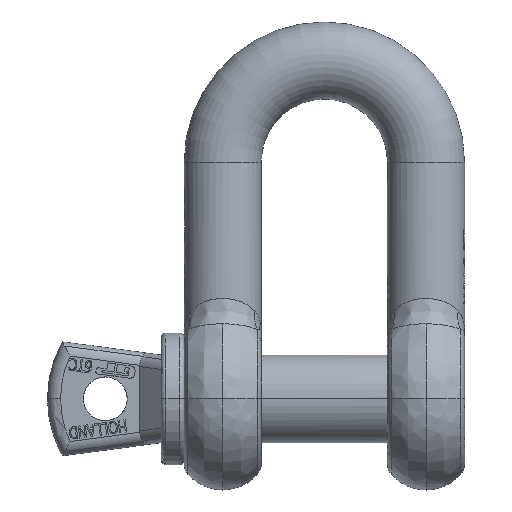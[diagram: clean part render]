
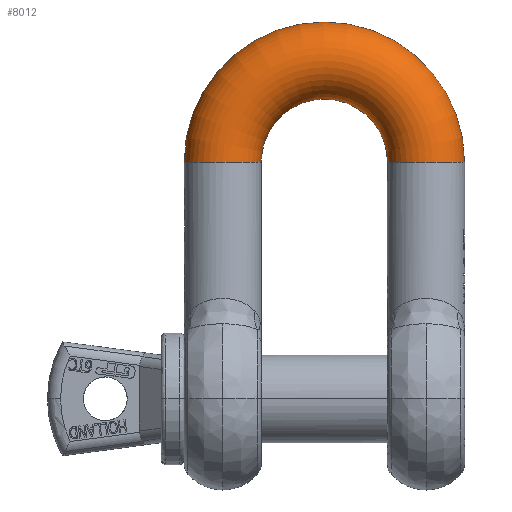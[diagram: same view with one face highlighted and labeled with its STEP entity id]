
A CAD part, top view. The second image highlights one B-rep face of the part: STEP entity #8012.
In plain terms, the highlighted toroidal (fillet/blend) face has major radius 29 mm and minor radius 11 mm.
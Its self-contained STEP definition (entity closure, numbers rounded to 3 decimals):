
#3940=AXIS2_PLACEMENT_3D('Circle Axis2P3D',#3938,#3939,$) ;
#6502=AXIS2_PLACEMENT_3D('Circle Axis2P3D',#6500,#6501,$) ;
#6516=AXIS2_PLACEMENT_3D('Circle Axis2P3D',#6514,#6515,$) ;
#7999=AXIS2_PLACEMENT_3D('Torus Axis2P3D',#7996,#7997,#7998) ;
#8003=AXIS2_PLACEMENT_3D('Circle Axis2P3D',#8001,#8002,$) ;
#2112=CARTESIAN_POINT('Vertex',(40.,67.5,0.)) ;
#2941=CARTESIAN_POINT('Vertex',(18.,67.5,0.)) ;
#3938=CARTESIAN_POINT('Axis2P3D Location',(29.,67.5,0.)) ;
#6500=CARTESIAN_POINT('Axis2P3D Location',(0.,67.5,0.)) ;
#6504=CARTESIAN_POINT('Vertex',(-18.,67.5,0.)) ;
#6511=CARTESIAN_POINT('Vertex',(-40.,67.5,0.)) ;
#6514=CARTESIAN_POINT('Axis2P3D Location',(0.,67.5,0.)) ;
#7996=CARTESIAN_POINT('Axis2P3D Location',(0.,67.5,0.)) ;
#8001=CARTESIAN_POINT('Axis2P3D Location',(-29.,67.5,0.)) ;
#3939=DIRECTION('Axis2P3D Direction',(0.,-1.,0.)) ;
#6501=DIRECTION('Axis2P3D Direction',(0.,0.,-1.)) ;
#6515=DIRECTION('Axis2P3D Direction',(0.,0.,-1.)) ;
#7997=DIRECTION('Axis2P3D Direction',(0.,0.,-1.)) ;
#7998=DIRECTION('Axis2P3D XDirection',(-1.,0.,0.)) ;
#8002=DIRECTION('Axis2P3D Direction',(0.,-1.,0.)) ;
#8007=ORIENTED_EDGE('',*,*,#6518,.F.) ;
#8008=ORIENTED_EDGE('',*,*,#8005,.F.) ;
#8009=ORIENTED_EDGE('',*,*,#6506,.F.) ;
#8010=ORIENTED_EDGE('',*,*,#3942,.T.) ;
#8012=ADVANCED_FACE('',(#8011),#8000,.T.) ;
#3941=CIRCLE('generated circle',#3940,11.) ;
#6503=CIRCLE('generated circle',#6502,18.) ;
#6517=CIRCLE('generated circle',#6516,40.) ;
#8004=CIRCLE('generated circle',#8003,11.) ;
#8000=TOROIDAL_SURFACE('homeo Torus',#7999,29.,11.) ;
#3942=EDGE_CURVE('',#2942,#2113,#3941,.F.) ;
#6506=EDGE_CURVE('',#2942,#6505,#6503,.F.) ;
#6518=EDGE_CURVE('',#6512,#2113,#6517,.T.) ;
#8005=EDGE_CURVE('',#6505,#6512,#8004,.T.) ;
#8006=EDGE_LOOP('',(#8007,#8008,#8009,#8010)) ;
#8011=FACE_OUTER_BOUND('',#8006,.T.) ;
#2113=VERTEX_POINT('',#2112) ;
#2942=VERTEX_POINT('',#2941) ;
#6505=VERTEX_POINT('',#6504) ;
#6512=VERTEX_POINT('',#6511) ;
